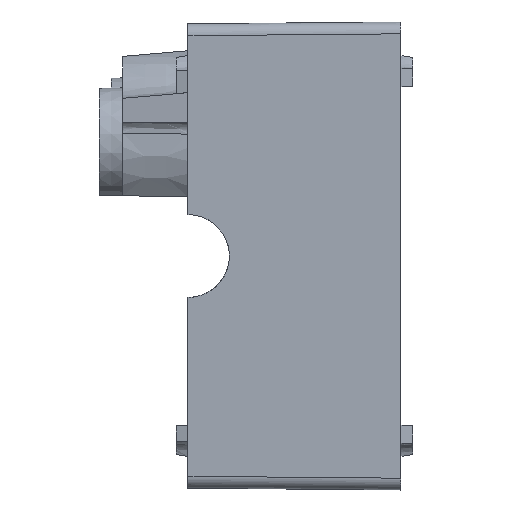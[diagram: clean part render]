
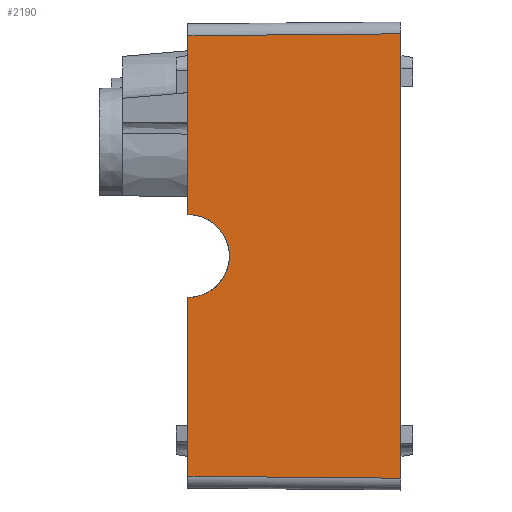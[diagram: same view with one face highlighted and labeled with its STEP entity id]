
A CAD part, left-side view. The second image highlights one B-rep face of the part: STEP entity #2190.
In plain terms, the highlighted planar face has unit normal (-1, 0.009, 0).
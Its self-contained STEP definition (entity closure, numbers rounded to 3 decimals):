
#161 = VERTEX_POINT ( 'NONE', #1199 ) ;
#204 = CARTESIAN_POINT ( 'NONE',  ( -20.622, 18., -23. ) ) ;
#311 = CARTESIAN_POINT ( 'NONE',  ( -20.622, 18., -23. ) ) ;
#346 = ORIENTED_EDGE ( 'NONE', *, *, #6999, .T. ) ;
#366 = VECTOR ( 'NONE', #3265, 1000. ) ;
#589 = LINE ( 'NONE', #3174, #6959 ) ;
#619 = CARTESIAN_POINT ( 'NONE',  ( -20.622, 18., -0.878 ) ) ;
#910 = CARTESIAN_POINT ( 'NONE',  ( -20.683, 11., -16. ) ) ;
#941 = CARTESIAN_POINT ( 'NONE',  ( -20.683, 11., -23. ) ) ;
#1125 = EDGE_CURVE ( 'NONE', #5052, #5005, #589, .T. ) ;
#1193 = EDGE_CURVE ( 'NONE', #6817, #5005, #4625, .T. ) ;
#1199 = CARTESIAN_POINT ( 'NONE',  ( -20.622, 18., -38.122 ) ) ;
#1203 = DIRECTION ( 'NONE',  ( 0., 0., 1. ) ) ;
#1569 = EDGE_CURVE ( 'NONE', #161, #6984, #5717, .T. ) ;
#1703 = CARTESIAN_POINT ( 'NONE',  ( -20.497, 32.332, -37.997 ) ) ;
#1795 = LINE ( 'NONE', #9037, #6613 ) ;
#1979 = EDGE_CURVE ( 'NONE', #6984, #6817, #1795, .T. ) ;
#2190 = ADVANCED_FACE ( 'NONE', ( #8921 ), #8048, .T. ) ;
#2425 = LINE ( 'NONE', #8314, #6241 ) ;
#2476 = DIRECTION ( 'NONE',  ( 0., 0., 1. ) ) ;
#2759 = EDGE_LOOP ( 'NONE', ( #6474, #4812, #6900, #8137, #4273, #346 ) ) ;
#3057 = CARTESIAN_POINT ( 'NONE',  ( -20.622, 18., -16. ) ) ;
#3117 = CARTESIAN_POINT ( 'NONE',  ( -20.5, 32., 0. ) ) ;
#3164 = VERTEX_POINT ( 'NONE', #311 ) ;
#3174 = CARTESIAN_POINT ( 'NONE',  ( -20.622, 18., -2.35 ) ) ;
#3265 = DIRECTION ( 'NONE',  ( 0.009, 1., -0.009 ) ) ;
#3629 = CARTESIAN_POINT ( 'NONE',  ( -20.622, 18., -16. ) ) ;
#3765 = DIRECTION ( 'NONE',  ( -0.009, -1., -0.009 ) ) ;
#3887 = EDGE_CURVE ( 'NONE', #3164, #161, #2425, .T. ) ;
#4092 = DIRECTION ( 'NONE',  ( 0., 0., -1. ) ) ;
#4273 = ORIENTED_EDGE ( 'NONE', *, *, #1125, .F. ) ;
#4509 = VECTOR ( 'NONE', #3765, 1000. ) ;
#4556 = DIRECTION ( 'NONE',  ( -0.009, -1., 0. ) ) ;
#4625 = LINE ( 'NONE', #8686, #366 ) ;
#4812 = ORIENTED_EDGE ( 'NONE', *, *, #1569, .T. ) ;
#5005 = VERTEX_POINT ( 'NONE', #619 ) ;
#5052 = VERTEX_POINT ( 'NONE', #3629 ) ;
#5231 = DIRECTION ( 'NONE',  ( -1., 0.009, 0. ) ) ;
#5717 = LINE ( 'NONE', #1703, #4509 ) ;
#6241 = VECTOR ( 'NONE', #4092, 1000. ) ;
#6258 = AXIS2_PLACEMENT_3D ( 'NONE', #3117, #5231, #4556 ) ;
#6474 = ORIENTED_EDGE ( 'NONE', *, *, #3887, .T. ) ;
#6613 = VECTOR ( 'NONE', #1203, 1000. ) ;
#6817 = VERTEX_POINT ( 'NONE', #7057 ) ;
#6900 = ORIENTED_EDGE ( 'NONE', *, *, #1979, .T. ) ;
#6959 = VECTOR ( 'NONE', #2476, 1000. ) ;
#6984 = VERTEX_POINT ( 'NONE', #7926 ) ;
#6999 = EDGE_CURVE ( 'NONE', #5052, #3164, #8601, .T. ) ;
#7057 = CARTESIAN_POINT ( 'NONE',  ( -20.779, 0., -0.721 ) ) ;
#7926 = CARTESIAN_POINT ( 'NONE',  ( -20.779, 0., -38.279 ) ) ;
#8048 = PLANE ( 'NONE',  #6258 ) ;
#8137 = ORIENTED_EDGE ( 'NONE', *, *, #1193, .T. ) ;
#8314 = CARTESIAN_POINT ( 'NONE',  ( -20.622, 18., 0. ) ) ;
#8601 =( BOUNDED_CURVE ( )  B_SPLINE_CURVE ( 3, ( #3057, #910, #941, #204 ),
 .UNSPECIFIED., .F., .F. ) 
 B_SPLINE_CURVE_WITH_KNOTS ( ( 4, 4 ),
 ( 4.712, 7.854 ),
 .UNSPECIFIED. ) 
 CURVE ( )  GEOMETRIC_REPRESENTATION_ITEM ( )  RATIONAL_B_SPLINE_CURVE ( ( 1., 0.333, 0.333, 1. ) ) 
 REPRESENTATION_ITEM ( '' )  );
#8686 = CARTESIAN_POINT ( 'NONE',  ( -20.5, 31.991, -1. ) ) ;
#8921 = FACE_OUTER_BOUND ( 'NONE', #2759, .T. ) ;
#9037 = CARTESIAN_POINT ( 'NONE',  ( -20.779, 0., -2.35 ) ) ;
